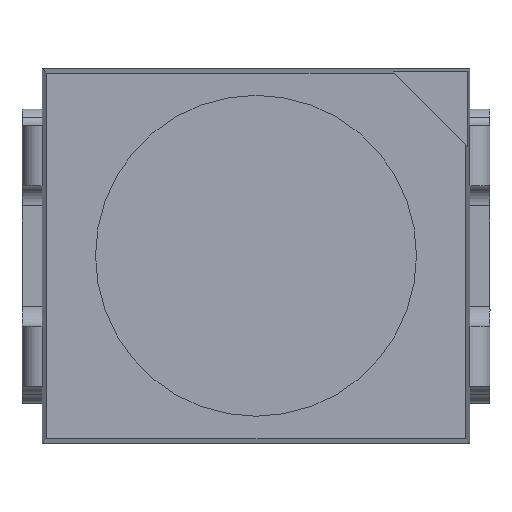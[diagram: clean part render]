
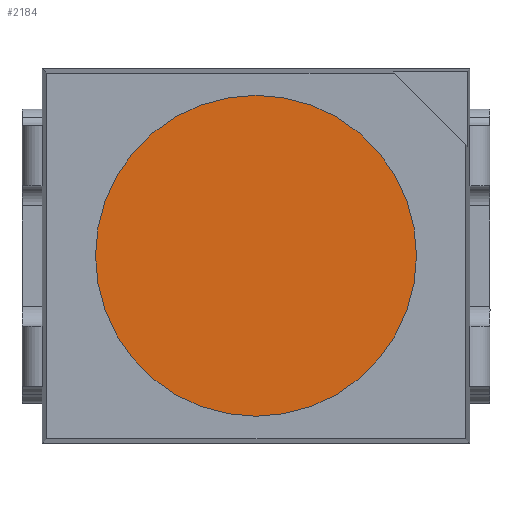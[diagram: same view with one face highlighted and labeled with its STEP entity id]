
A CAD part, top view. The second image highlights one B-rep face of the part: STEP entity #2184.
In plain terms, the highlighted planar face has unit normal (0, 0, 1).
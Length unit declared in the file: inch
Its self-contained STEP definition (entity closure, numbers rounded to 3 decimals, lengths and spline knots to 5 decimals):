
#44 = FACE_OUTER_BOUND ( 'NONE', #1645, .T. ) ;
#115 = CARTESIAN_POINT ( 'NONE',  ( 0., 0., 0. ) ) ;
#116 = CIRCLE ( 'NONE', #1842, 0.04724 ) ;
#155 = VERTEX_POINT ( 'NONE', #1150 ) ;
#197 = ORIENTED_EDGE ( 'NONE', *, *, #1133, .T. ) ;
#272 = DIRECTION ( 'NONE',  ( 0., 0., 1. ) ) ;
#279 = DIRECTION ( 'NONE',  ( 0., -1., 0. ) ) ;
#447 = AXIS2_PLACEMENT_3D ( 'NONE', #678, #272, #279 ) ;
#467 = CIRCLE ( 'NONE', #2272, 0.04724 ) ;
#532 = ORIENTED_EDGE ( 'NONE', *, *, #2211, .T. ) ;
#678 = CARTESIAN_POINT ( 'NONE',  ( 0., 0., 0. ) ) ;
#1091 = DIRECTION ( 'NONE',  ( 0., 0., 1. ) ) ;
#1133 = EDGE_CURVE ( 'NONE', #155, #2201, #116, .T. ) ;
#1150 = CARTESIAN_POINT ( 'NONE',  ( 0., -0.04724, 0. ) ) ;
#1163 = CARTESIAN_POINT ( 'NONE',  ( 0., 0., 0. ) ) ;
#1225 = CARTESIAN_POINT ( 'NONE',  ( 0., 0.04724, 0. ) ) ;
#1433 = PLANE ( 'NONE',  #447 ) ;
#1645 = EDGE_LOOP ( 'NONE', ( #532, #197 ) ) ;
#1749 = DIRECTION ( 'NONE',  ( 0., 0., 1. ) ) ;
#1842 = AXIS2_PLACEMENT_3D ( 'NONE', #1163, #1749, #1922 ) ;
#1922 = DIRECTION ( 'NONE',  ( 0., -1., 0. ) ) ;
#2184 = ADVANCED_FACE ( 'NONE', ( #44 ), #1433, .T. ) ;
#2201 = VERTEX_POINT ( 'NONE', #1225 ) ;
#2211 = EDGE_CURVE ( 'NONE', #2201, #155, #467, .T. ) ;
#2272 = AXIS2_PLACEMENT_3D ( 'NONE', #115, #1091, #2412 ) ;
#2412 = DIRECTION ( 'NONE',  ( 0., -1., 0. ) ) ;
